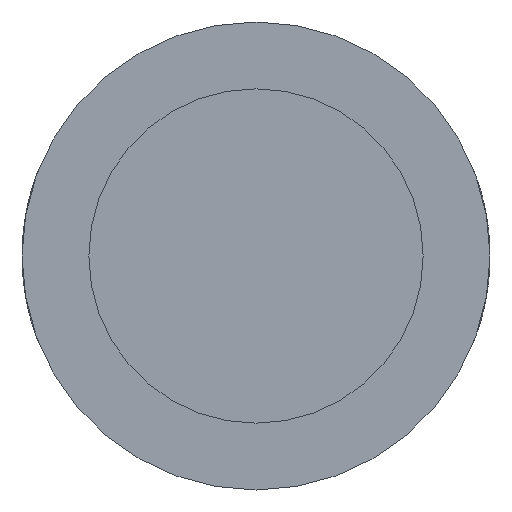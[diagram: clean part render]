
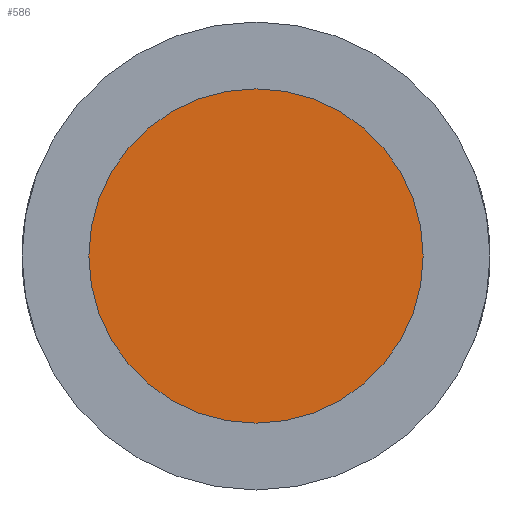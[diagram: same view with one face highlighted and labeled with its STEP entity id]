
A CAD part, left-side view. The second image highlights one B-rep face of the part: STEP entity #586.
In plain terms, the highlighted planar face has unit normal (-1, 0, 0).
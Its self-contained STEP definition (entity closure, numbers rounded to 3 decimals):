
#43=PLANE('',#687);
#76=FACE_OUTER_BOUND('',#120,.T.);
#120=EDGE_LOOP('',(#537,#538));
#147=CIRCLE('',#649,5.);
#148=CIRCLE('',#650,5.);
#271=VERTEX_POINT('',#1061);
#272=VERTEX_POINT('',#1063);
#348=EDGE_CURVE('',#271,#272,#147,.T.);
#349=EDGE_CURVE('',#272,#271,#148,.T.);
#537=ORIENTED_EDGE('',*,*,#349,.F.);
#538=ORIENTED_EDGE('',*,*,#348,.F.);
#586=ADVANCED_FACE('',(#76),#43,.T.);
#649=AXIS2_PLACEMENT_3D('',#1064,#797,#798);
#650=AXIS2_PLACEMENT_3D('',#1065,#799,#800);
#687=AXIS2_PLACEMENT_3D('',#1127,#878,#879);
#797=DIRECTION('center_axis',(1.,0.,0.));
#798=DIRECTION('ref_axis',(0.,0.,-1.));
#799=DIRECTION('center_axis',(1.,0.,0.));
#800=DIRECTION('ref_axis',(0.,0.,-1.));
#878=DIRECTION('center_axis',(-1.,0.,0.));
#879=DIRECTION('ref_axis',(0.,0.,1.));
#1061=CARTESIAN_POINT('',(0.,-5.,0.));
#1063=CARTESIAN_POINT('',(0.,5.,0.));
#1064=CARTESIAN_POINT('Origin',(0.,0.,
0.));
#1065=CARTESIAN_POINT('Origin',(0.,0.,
0.));
#1127=CARTESIAN_POINT('Origin',(0.,5.,0.));
